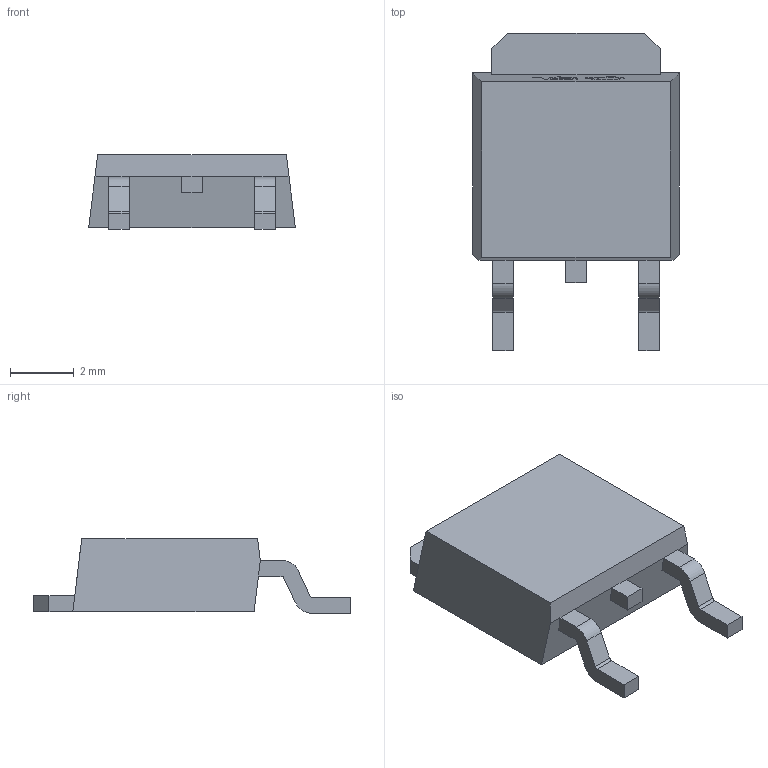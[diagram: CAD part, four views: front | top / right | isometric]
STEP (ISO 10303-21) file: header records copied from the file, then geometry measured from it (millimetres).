
FILE_DESCRIPTION (( 'STEP AP214' ), '1' );
FILE_NAME ('TO-252-3_L6.5-W5.9-P4.60-LS10.0-BL.step', '2022-08-01T12:57:57', ( '' ), ( '' ), 'SwSTEP 2.0', 'SolidWorks 2020', '' );
FILE_SCHEMA (( 'AUTOMOTIVE_DESIGN' ));
Length unit declared in the file: millimetre
Products named in the file (1): TO-252-3_L6.5-W5.9-P4.60-LS10.0-BL
Bounding box: 6.5 x 10 x 2.36 mm (x, y, z)
Volume: 87.1 mm3; surface area: 157.1 mm2
Topology: 1 solids, 1 shells, 286 faces, 789 edges, 524 vertices
Faces by surface type: plane 172, bspline 98, cylinder 16
Entity records: 12729 total; most frequent: CARTESIAN_POINT 2906, ORIENTED_EDGE 1578, DIRECTION 999, EDGE_CURVE 789, VECTOR 557, LINE 557, VERTEX_POINT 524, EDGE_LOOP 305
